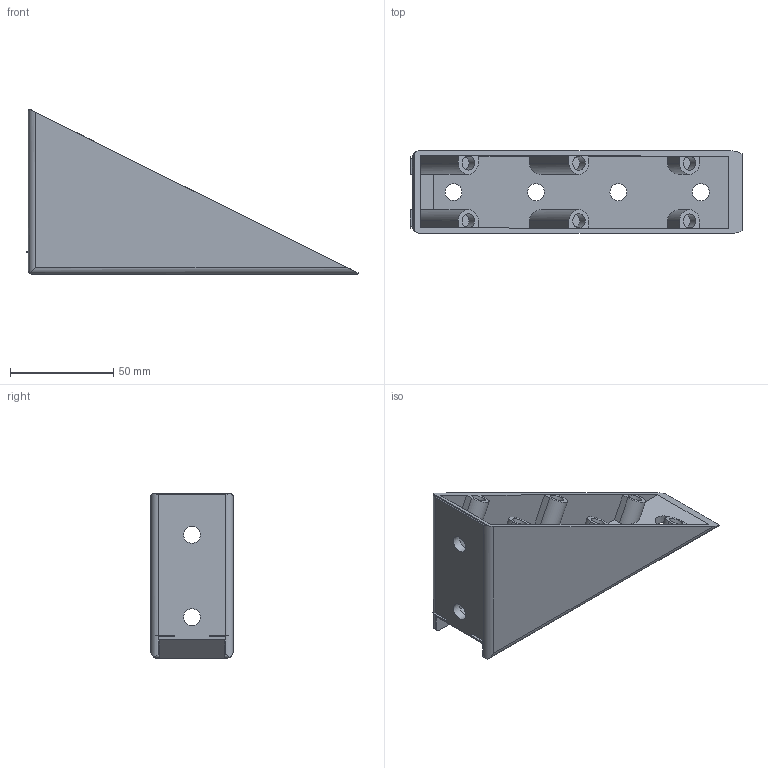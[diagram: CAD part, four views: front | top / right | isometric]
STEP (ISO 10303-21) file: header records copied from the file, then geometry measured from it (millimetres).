
FILE_DESCRIPTION(/* description */ ('Winkel 160x80'),/* implementation_level */ '2;1');
FILE_NAME(/* name */ '282300107 Winkel 160x80 Nut8 Zinkdruckguss; blank.stp',/* time_stamp */ '2019-04-10T13:56:52+02:00',/* author */ ('wheldmann'),/* organization */ (''),/* preprocessor_version */ 'ST-DEVELOPER v17.2',/* originating_system */ 'Autodesk Inventor 2019',/* authorisation */ '');
FILE_SCHEMA (('AUTOMOTIVE_DESIGN { 1 0 10303 214 3 1 1 }'));
Length unit declared in the file: millimetre
Bounding box: 161.13 x 40 x 80 mm (x, y, z)
Volume: 77806.6 mm3; surface area: 45113.5 mm2
Topology: 1 solids, 1 shells, 77 faces, 200 edges, 132 vertices
Faces by surface type: plane 49, cylinder 28
Full cylindrical faces by diameter (mm): 6.8 x6, 8.2 x6
Entity records: 2456 total; most frequent: CARTESIAN_POINT 450, DIRECTION 404, ORIENTED_EDGE 400, EDGE_CURVE 200, LINE 136, VECTOR 136, AXIS2_PLACEMENT_3D 134, VERTEX_POINT 132
